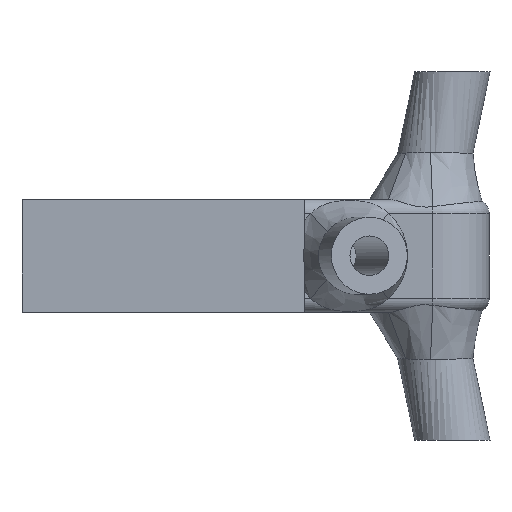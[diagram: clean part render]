
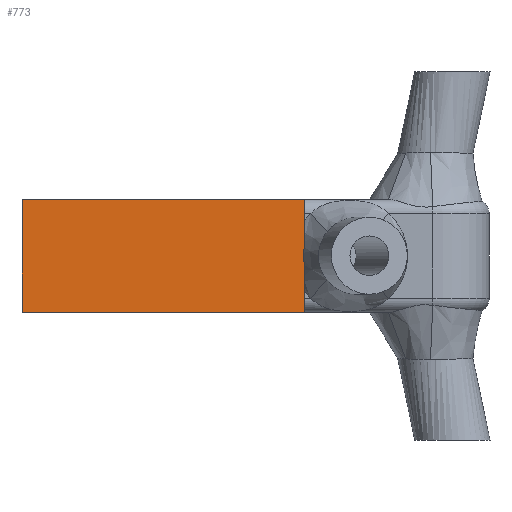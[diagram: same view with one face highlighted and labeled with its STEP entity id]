
A CAD part, top view. The second image highlights one B-rep face of the part: STEP entity #773.
In plain terms, the highlighted planar face has unit normal (0.001, 0, 1).
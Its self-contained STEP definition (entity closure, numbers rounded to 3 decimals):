
#75=B_SPLINE_CURVE_WITH_KNOTS('',3,(#1143,#1144,#1145,#1146,#1147,#1148,
#1149,#1150,#1151,#1152,#1153,#1154,#1155,#1156,#1157,#1158),
 .UNSPECIFIED.,.F.,.F.,(4,3,3,3,3,4),(-0.347,-0.307,
-0.259,-0.21,-0.201,-0.153),
 .UNSPECIFIED.);
#115=FACE_OUTER_BOUND('',#163,.T.);
#163=EDGE_LOOP('',(#544,#545,#546,#547,#548,#549));
#225=LINE('',#1118,#282);
#229=LINE('',#1131,#286);
#231=LINE('',#1160,#288);
#232=LINE('',#1162,#289);
#233=LINE('',#1163,#290);
#282=VECTOR('',#913,10.);
#286=VECTOR('',#923,10.);
#288=VECTOR('',#927,10.);
#289=VECTOR('',#928,10.);
#290=VECTOR('',#929,10.);
#337=VERTEX_POINT('',#1109);
#339=VERTEX_POINT('',#1117);
#344=VERTEX_POINT('',#1128);
#345=VERTEX_POINT('',#1130);
#347=VERTEX_POINT('',#1159);
#348=VERTEX_POINT('',#1161);
#414=EDGE_CURVE('',#339,#337,#225,.T.);
#420=EDGE_CURVE('',#345,#344,#229,.T.);
#423=EDGE_CURVE('',#345,#337,#75,.T.);
#424=EDGE_CURVE('',#347,#344,#231,.T.);
#425=EDGE_CURVE('',#348,#347,#232,.T.);
#426=EDGE_CURVE('',#348,#339,#233,.T.);
#544=ORIENTED_EDGE('',*,*,#423,.F.);
#545=ORIENTED_EDGE('',*,*,#420,.T.);
#546=ORIENTED_EDGE('',*,*,#424,.F.);
#547=ORIENTED_EDGE('',*,*,#425,.F.);
#548=ORIENTED_EDGE('',*,*,#426,.T.);
#549=ORIENTED_EDGE('',*,*,#414,.T.);
#753=PLANE('',#837);
#773=ADVANCED_FACE('',(#115),#753,.T.);
#837=AXIS2_PLACEMENT_3D('',#1142,#925,#926);
#913=DIRECTION('',(0.,1.,0.));
#923=DIRECTION('',(0.,1.,0.));
#925=DIRECTION('center_axis',(0.001,0.,1.));
#926=DIRECTION('ref_axis',(1.,0.,-0.001));
#927=DIRECTION('',(1.,0.,-0.001));
#928=DIRECTION('',(0.,1.,0.));
#929=DIRECTION('',(1.,0.,-0.001));
#1109=CARTESIAN_POINT('',(1248.386,-0.962,8.157));
#1117=CARTESIAN_POINT('',(1248.386,-6.,8.157));
#1118=CARTESIAN_POINT('',(1248.386,-6.,8.157));
#1128=CARTESIAN_POINT('',(1248.386,6.,8.157));
#1130=CARTESIAN_POINT('',(1248.386,0.962,8.157));
#1131=CARTESIAN_POINT('',(1248.386,-6.,8.157));
#1142=CARTESIAN_POINT('Origin',(1218.386,-6.,8.173));
#1143=CARTESIAN_POINT('Ctrl Pts',(1248.388,0.962,8.157));
#1144=CARTESIAN_POINT('Ctrl Pts',(1248.363,0.833,8.157));
#1145=CARTESIAN_POINT('Ctrl Pts',(1248.343,0.703,8.157));
#1146=CARTESIAN_POINT('Ctrl Pts',(1248.328,0.572,8.157));
#1147=CARTESIAN_POINT('Ctrl Pts',(1248.31,0.413,8.157));
#1148=CARTESIAN_POINT('Ctrl Pts',(1248.3,0.252,8.157));
#1149=CARTESIAN_POINT('Ctrl Pts',(1248.297,0.092,8.157));
#1150=CARTESIAN_POINT('Ctrl Pts',(1248.294,-0.07,
8.157));
#1151=CARTESIAN_POINT('Ctrl Pts',(1248.299,-0.231,8.157));
#1152=CARTESIAN_POINT('Ctrl Pts',(1248.311,-0.392,8.157));
#1153=CARTESIAN_POINT('Ctrl Pts',(1248.314,-0.422,8.157));
#1154=CARTESIAN_POINT('Ctrl Pts',(1248.316,-0.452,8.157));
#1155=CARTESIAN_POINT('Ctrl Pts',(1248.319,-0.482,8.157));
#1156=CARTESIAN_POINT('Ctrl Pts',(1248.334,-0.643,8.157));
#1157=CARTESIAN_POINT('Ctrl Pts',(1248.357,-0.804,8.157));
#1158=CARTESIAN_POINT('Ctrl Pts',(1248.388,-0.963,8.157));
#1159=CARTESIAN_POINT('',(1218.386,6.,8.173));
#1160=CARTESIAN_POINT('',(1218.386,6.,8.173));
#1161=CARTESIAN_POINT('',(1218.386,-6.,8.173));
#1162=CARTESIAN_POINT('',(1218.386,-6.,8.173));
#1163=CARTESIAN_POINT('',(1218.386,-6.,8.173));
